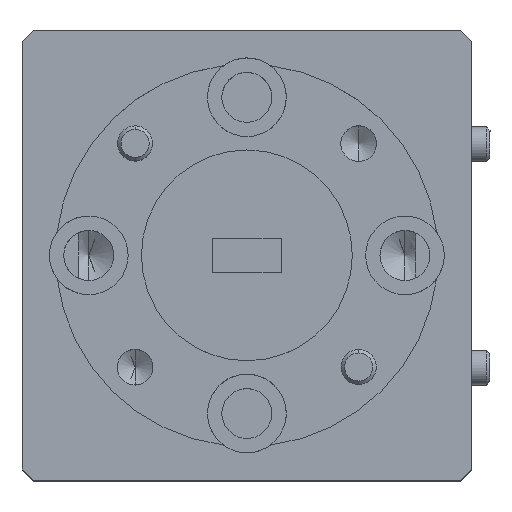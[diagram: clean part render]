
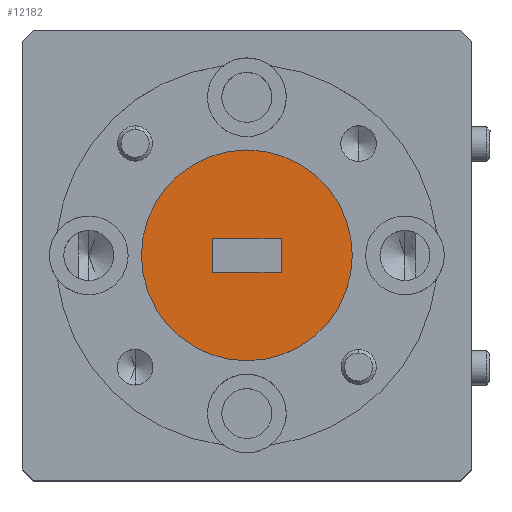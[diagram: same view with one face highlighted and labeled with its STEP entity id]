
A CAD part, top view. The second image highlights one B-rep face of the part: STEP entity #12182.
In plain terms, the highlighted planar face has unit normal (0, 0, 1).
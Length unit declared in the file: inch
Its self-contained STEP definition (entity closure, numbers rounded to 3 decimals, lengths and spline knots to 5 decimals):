
#1557 = EDGE_CURVE ( 'NONE', #26574, #29347, #7571, .T. ) ;
#1596 = LINE ( 'NONE', #4941, #28194 ) ;
#2092 = CARTESIAN_POINT ( 'NONE',  ( 0., 0.1875, 1.3 ) ) ;
#4444 = CARTESIAN_POINT ( 'NONE',  ( 0., 0., 1.3 ) ) ;
#4941 = CARTESIAN_POINT ( 'NONE',  ( -0.061, -0.0305, 1.3 ) ) ;
#5475 = DIRECTION ( 'NONE',  ( 0., 0., 1. ) ) ;
#5721 = CARTESIAN_POINT ( 'NONE',  ( 0., 0., 1.3 ) ) ;
#5877 = EDGE_CURVE ( 'NONE', #17612, #37724, #35705, .T. ) ;
#7571 = LINE ( 'NONE', #28876, #22383 ) ;
#8225 = CARTESIAN_POINT ( 'NONE',  ( 0., -0.1875, 1.3 ) ) ;
#12182 = ADVANCED_FACE ( 'NONE', ( #41378, #12752 ), #24859, .F. ) ;
#12197 = DIRECTION ( 'NONE',  ( 0., 0., 1. ) ) ;
#12515 = CARTESIAN_POINT ( 'NONE',  ( -0.061, -0.0305, 1.3 ) ) ;
#12694 = AXIS2_PLACEMENT_3D ( 'NONE', #5721, #5475, #36917 ) ;
#12752 = FACE_OUTER_BOUND ( 'NONE', #42256, .T. ) ;
#13636 = EDGE_CURVE ( 'NONE', #37724, #17612, #46937, .T. ) ;
#13914 = ORIENTED_EDGE ( 'NONE', *, *, #1557, .T. ) ;
#14365 = ORIENTED_EDGE ( 'NONE', *, *, #41360, .F. ) ;
#14693 = EDGE_CURVE ( 'NONE', #35974, #26574, #20304, .T. ) ;
#15028 = LINE ( 'NONE', #25885, #43068 ) ;
#17383 = DIRECTION ( 'NONE',  ( 0., 1., 0. ) ) ;
#17612 = VERTEX_POINT ( 'NONE', #2092 ) ;
#19904 = DIRECTION ( 'NONE',  ( 0., -1., 0. ) ) ;
#20304 = LINE ( 'NONE', #25218, #36215 ) ;
#22332 = VERTEX_POINT ( 'NONE', #12515 ) ;
#22383 = VECTOR ( 'NONE', #24511, 39.37008 ) ;
#24443 = ORIENTED_EDGE ( 'NONE', *, *, #14693, .T. ) ;
#24511 = DIRECTION ( 'NONE',  ( 0., -1., 0. ) ) ;
#24859 = PLANE ( 'NONE',  #25387 ) ;
#24870 = CARTESIAN_POINT ( 'NONE',  ( 0.061, 0.0305, 1.3 ) ) ;
#25218 = CARTESIAN_POINT ( 'NONE',  ( -0.061, 0.0305, 1.3 ) ) ;
#25387 = AXIS2_PLACEMENT_3D ( 'NONE', #41116, #44493, #17383 ) ;
#25885 = CARTESIAN_POINT ( 'NONE',  ( -0.061, 0.0305, 1.3 ) ) ;
#26574 = VERTEX_POINT ( 'NONE', #24870 ) ;
#27105 = AXIS2_PLACEMENT_3D ( 'NONE', #4444, #12197, #19904 ) ;
#28194 = VECTOR ( 'NONE', #33029, 39.37008 ) ;
#28876 = CARTESIAN_POINT ( 'NONE',  ( 0.061, 0., 1.3 ) ) ;
#29347 = VERTEX_POINT ( 'NONE', #36278 ) ;
#33029 = DIRECTION ( 'NONE',  ( 1., 0., 0. ) ) ;
#33089 = ORIENTED_EDGE ( 'NONE', *, *, #5877, .T. ) ;
#35705 = CIRCLE ( 'NONE', #12694, 0.1875 ) ;
#35974 = VERTEX_POINT ( 'NONE', #37655 ) ;
#36215 = VECTOR ( 'NONE', #40691, 39.37008 ) ;
#36278 = CARTESIAN_POINT ( 'NONE',  ( 0.061, -0.0305, 1.3 ) ) ;
#36917 = DIRECTION ( 'NONE',  ( 0., -1., 0. ) ) ;
#37655 = CARTESIAN_POINT ( 'NONE',  ( -0.061, 0.0305, 1.3 ) ) ;
#37724 = VERTEX_POINT ( 'NONE', #8225 ) ;
#37745 = DIRECTION ( 'NONE',  ( 0., -1., 0. ) ) ;
#40691 = DIRECTION ( 'NONE',  ( 1., 0., 0. ) ) ;
#41116 = CARTESIAN_POINT ( 'NONE',  ( -0.4, 0.07205, 1.3 ) ) ;
#41360 = EDGE_CURVE ( 'NONE', #22332, #29347, #1596, .T. ) ;
#41378 = FACE_BOUND ( 'NONE', #43280, .T. ) ;
#42245 = ORIENTED_EDGE ( 'NONE', *, *, #13636, .T. ) ;
#42256 = EDGE_LOOP ( 'NONE', ( #42245, #33089 ) ) ;
#43068 = VECTOR ( 'NONE', #37745, 39.37008 ) ;
#43280 = EDGE_LOOP ( 'NONE', ( #13914, #14365, #48396, #24443 ) ) ;
#44493 = DIRECTION ( 'NONE',  ( 0., 0., -1. ) ) ;
#46937 = CIRCLE ( 'NONE', #27105, 0.1875 ) ;
#48252 = EDGE_CURVE ( 'NONE', #35974, #22332, #15028, .T. ) ;
#48396 = ORIENTED_EDGE ( 'NONE', *, *, #48252, .F. ) ;
